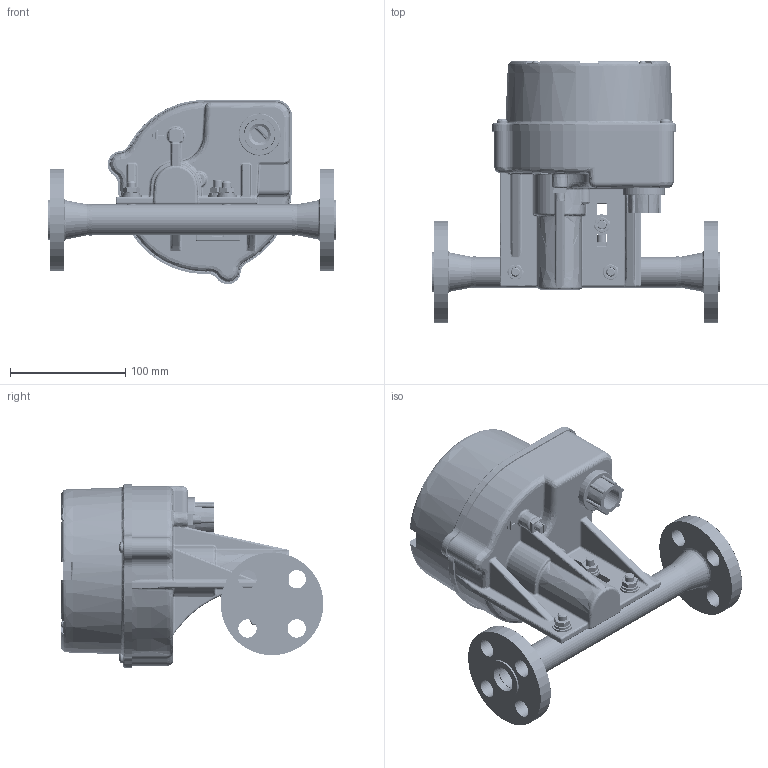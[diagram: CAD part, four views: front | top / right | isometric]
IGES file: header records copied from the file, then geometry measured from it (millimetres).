
Start section: SolidWorks IGES file using analytic representation for surfaces
Global section: file name: 3809G-A-08-F-1-C-0.IGS; native system: SolidWorks 2020; preprocessor: SolidWorks 2020; author: CRaksin; date: 220425.152727; units: inch
Bounding box: 250 x 227.73 x 159.74 mm (x, y, z)
Surface area: 310799.5 mm2 (no closed solid volume)
Topology: 0 solids, 0 shells, 1803 faces, 28587 edges, 28491 vertices
Faces by surface type: bspline 905, revolution 898
